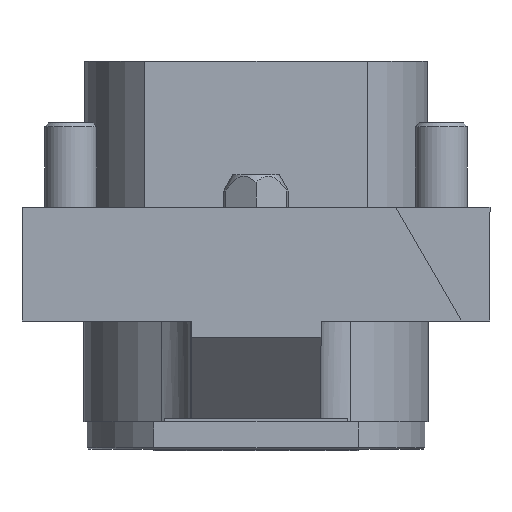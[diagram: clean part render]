
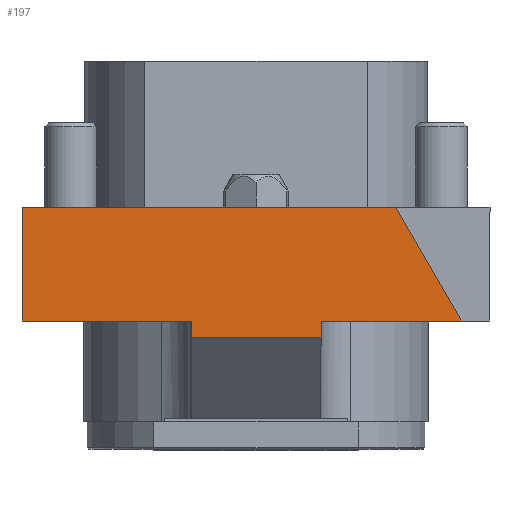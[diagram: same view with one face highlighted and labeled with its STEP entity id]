
A CAD part, left-side view. The second image highlights one B-rep face of the part: STEP entity #197.
In plain terms, the highlighted planar face has unit normal (-1, 0, 0).
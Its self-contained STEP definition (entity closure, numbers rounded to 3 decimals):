
#197=ADVANCED_FACE('',(#335),#281,.T.);
#281=PLANE('',#1804);
#335=FACE_OUTER_BOUND('',#441,.T.);
#441=EDGE_LOOP('',(#967,#968,#969,#970,#971,#972,#973,#974));
#514=LINE('',#2422,#648);
#528=LINE('',#2459,#662);
#551=LINE('',#2606,#685);
#554=LINE('',#2612,#688);
#576=LINE('',#2699,#710);
#582=LINE('',#2714,#716);
#583=LINE('',#2716,#717);
#584=LINE('',#2718,#718);
#648=VECTOR('',#1927,1.);
#662=VECTOR('',#1955,1.);
#685=VECTOR('',#2070,1.);
#688=VECTOR('',#2075,1.);
#710=VECTOR('',#2111,1.);
#716=VECTOR('',#2135,1.);
#717=VECTOR('',#2136,1.);
#718=VECTOR('',#2137,1.);
#967=ORIENTED_EDGE('',*,*,#1421,.T.);
#968=ORIENTED_EDGE('',*,*,#1510,.F.);
#969=ORIENTED_EDGE('',*,*,#1511,.T.);
#970=ORIENTED_EDGE('',*,*,#1512,.T.);
#971=ORIENTED_EDGE('',*,*,#1403,.T.);
#972=ORIENTED_EDGE('',*,*,#1504,.T.);
#973=ORIENTED_EDGE('',*,*,#1471,.T.);
#974=ORIENTED_EDGE('',*,*,#1468,.F.);
#1244=VERTEX_POINT('',#2421);
#1245=VERTEX_POINT('',#2423);
#1260=VERTEX_POINT('',#2458);
#1261=VERTEX_POINT('',#2460);
#1299=VERTEX_POINT('',#2607);
#1301=VERTEX_POINT('',#2613);
#1329=VERTEX_POINT('',#2715);
#1330=VERTEX_POINT('',#2717);
#1403=EDGE_CURVE('',#1245,#1244,#514,.T.);
#1421=EDGE_CURVE('',#1261,#1260,#528,.T.);
#1468=EDGE_CURVE('',#1261,#1299,#551,.T.);
#1471=EDGE_CURVE('',#1301,#1299,#554,.T.);
#1504=EDGE_CURVE('',#1244,#1301,#576,.T.);
#1510=EDGE_CURVE('',#1329,#1260,#582,.T.);
#1511=EDGE_CURVE('',#1329,#1330,#583,.T.);
#1512=EDGE_CURVE('',#1330,#1245,#584,.T.);
#1804=AXIS2_PLACEMENT_3D('',#2719,#2138,#2139);
#1927=DIRECTION('',(0.,-1.,0.));
#1955=DIRECTION('',(0.,-1.,0.));
#2070=DIRECTION('',(0.,0.,1.));
#2075=DIRECTION('',(0.,1.,0.));
#2111=DIRECTION('',(0.,0.5,0.866));
#2135=DIRECTION('',(0.,0.,1.));
#2136=DIRECTION('',(0.,-1.,0.));
#2137=DIRECTION('',(0.,0.,1.));
#2138=DIRECTION('',(-1.,0.,0.));
#2139=DIRECTION('',(0.,0.,1.));
#2421=CARTESIAN_POINT('',(-125.,-63.207,-35.));
#2422=CARTESIAN_POINT('',(-125.,-20.,-35.));
#2423=CARTESIAN_POINT('',(-125.,-20.,-35.));
#2458=CARTESIAN_POINT('',(-125.,20.,-35.));
#2459=CARTESIAN_POINT('',(-125.,71.,-35.));
#2460=CARTESIAN_POINT('',(-125.,72.,-35.));
#2606=CARTESIAN_POINT('',(-125.,72.,0.));
#2607=CARTESIAN_POINT('',(-125.,72.,0.));
#2612=CARTESIAN_POINT('',(-125.,-43.,0.));
#2613=CARTESIAN_POINT('',(-125.,-43.,0.));
#2699=CARTESIAN_POINT('',(-125.,-62.63,-34.));
#2714=CARTESIAN_POINT('',(-125.,20.,-69.1));
#2715=CARTESIAN_POINT('',(-125.,20.,-40.));
#2716=CARTESIAN_POINT('',(-125.,0.,-40.));
#2717=CARTESIAN_POINT('',(-125.,-20.,-40.));
#2718=CARTESIAN_POINT('',(-125.,-20.,-69.1));
#2719=CARTESIAN_POINT('',(-125.,-72.,-66.));
